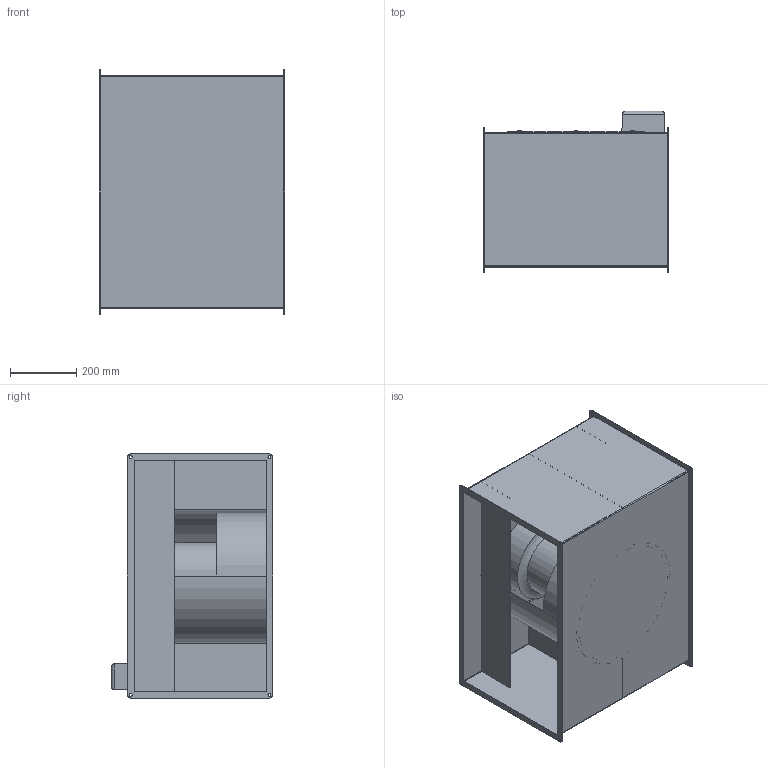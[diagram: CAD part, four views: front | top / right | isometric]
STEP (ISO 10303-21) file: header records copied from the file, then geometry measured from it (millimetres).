
FILE_DESCRIPTION (( 'STEP AP214' ), '1' );
FILE_NAME ('EPK-DPK_35_Kanal-Ventilator.STEP', '2009-01-25T11:15:16', ( 'Wolfgang Schmidt' ), ( 'WS-KO' ), 'SwSTEP 2.0', 'SolidWorks 2008', '' );
FILE_SCHEMA (( 'AUTOMOTIVE_DESIGN' ));
Length unit declared in the file: millimetre
Products named in the file (1): EPK-DPK_35_Kanal-Ventilator
Bounding box: 560 x 489 x 740 mm (x, y, z)
Volume: 32938567.9 mm3; surface area: 4423666.5 mm2
Topology: 7 solids, 7 shells, 125 faces, 298 edges, 196 vertices
Faces by surface type: plane 63, cylinder 60, torus 2
Entity records: 3935 total; most frequent: DIRECTION 660, CARTESIAN_POINT 632, ORIENTED_EDGE 596, EDGE_CURVE 298, AXIS2_PLACEMENT_3D 240, VERTEX_POINT 196, VECTOR 180, LINE 180
